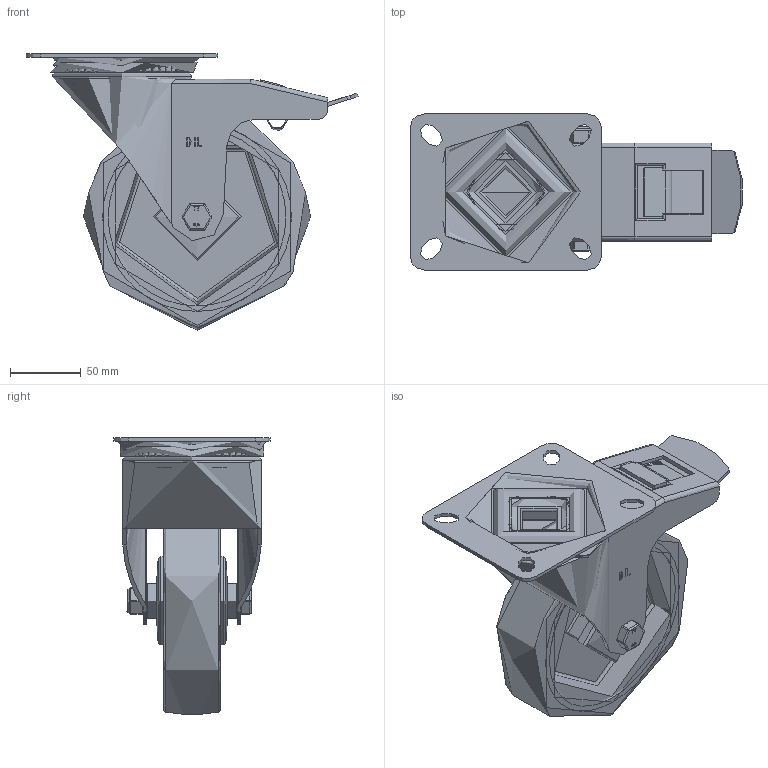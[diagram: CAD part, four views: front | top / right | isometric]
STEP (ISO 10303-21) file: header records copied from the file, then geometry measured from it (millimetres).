
FILE_DESCRIPTION(/* description */ (''),/* implementation_level */ '2;1');
FILE_NAME(/* name */ 'BZMM160STPRBJSWB.step',/* time_stamp */ '2024-07-01T16:08:52+01:00',/* author */ (''),/* organization */ (''),/* preprocessor_version */ 'ST-DEVELOPER v20',/* originating_system */ 'Autodesk Translation Framework v13.14.0.145',/* authorisation */ '');
FILE_SCHEMA (('AUTOMOTIVE_DESIGN { 1 0 10303 214 3 1 1 }'));
Length unit declared in the file: millimetre
Products named in the file (29): BZMM160STPRBJSWB; BZH160WSTPRBJM12 v1; 65 SHORE A THERMOPLASTIC RUBBER TYRE; POLYPROPYLENE RIM; BEARING6204; INNER; OUTER; BALL BEARINGS (1); Component3; MIDDLE; RUBBER; CAP; CAP Geometry; CAP2; BZMM150ASSWBLITE - 64 v1; ZINC PLATED, PRESSED STEEL TOP PLATE (1); ZINC PLATED, PRESSED STEEL TOP PLATE Geometry (1); BALL BEARINGS (2); Component1 (1); BEARING SEAL (1); BRAKE PAD (1); ZINC PLATED, PRESSED STEEL FORKS (1); BRAKE PEDAL (1); HEXBOLTM12X80Z8.8 v2; GRADE 8.8 ZINC PLATED BOLT; NYLOCM12Z v1; NYLOC NUT; NUT; RUBBER (1)
Assembly tree (74 placements, depth 5):
  BZMM160STPRBJSWB
    BZH160WSTPRBJM12 v1
      65 SHORE A THERMOPLASTIC RUBBER TYRE
      POLYPROPYLENE RIM
      BEARING6204
        INNER
        OUTER
        BALL BEARINGS (1)
          Component3  x8
        MIDDLE
        RUBBER
      CAP
        CAP Geometry
        CAP2
    BZMM150ASSWBLITE - 64 v1
      ZINC PLATED, PRESSED STEEL TOP PLATE (1)
        ZINC PLATED, PRESSED STEEL TOP PLATE Geometry (1)
        BALL BEARINGS (2)
          Component1 (1)  x40
      BEARING SEAL (1)
      BRAKE PAD (1)
      ZINC PLATED, PRESSED STEEL FORKS (1)
      BRAKE PEDAL (1)
    HEXBOLTM12X80Z8.8 v2
      GRADE 8.8 ZINC PLATED BOLT
    NYLOCM12Z v1
      NYLOC NUT
        NUT
        RUBBER (1)
Bounding box: 233.89 x 110 x 194.81 mm (x, y, z)
Volume: 655228.2 mm3; surface area: 300600.3 mm2
Topology: 65 solids, 65 shells, 919 faces, 2321 edges, 1520 vertices
Faces by surface type: plane 377, cylinder 213, bspline 198, sphere 82, torus 35, cone 14
Full cylindrical faces by diameter (mm): 9.836 x18, 10.2 x2, 11.834 x18, 12 x3, 12.6 x2, 14 x2, 18 x1, 18.5 x1, 19.9 x2, 20 x1, 25 x2, 26.25 x2, 27 x1, 28.5 x4, 30.8 x2, 31.3 x2, 33.75 x1, 39.75 x2, 40.3 x2, 40.5 x2, 40.8 x2, 42 x5, 43 x2, 46 x2, 47 x2, 48 x2, 50 x1, 52.5 x2, 56.5 x2, 59 x2
Entity records: 37093 total; most frequent: CARTESIAN_POINT 16187, ORIENTED_EDGE 4322, DIRECTION 3736, EDGE_CURVE 2161, VERTEX_POINT 1426, AXIS2_PLACEMENT_3D 1356, EDGE_LOOP 1037, LINE 1024
